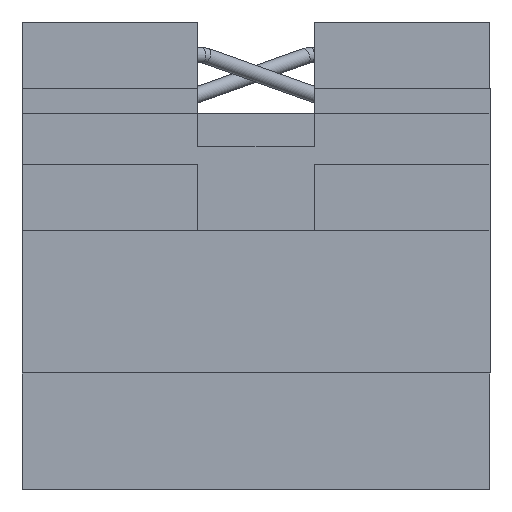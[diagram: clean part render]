
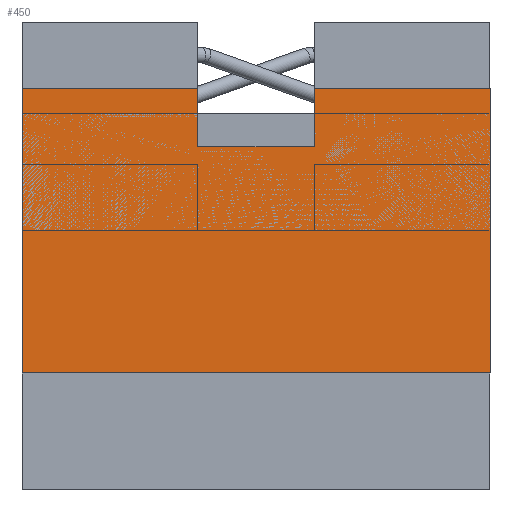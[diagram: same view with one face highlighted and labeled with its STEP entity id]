
A CAD part, front view. The second image highlights one B-rep face of the part: STEP entity #450.
In plain terms, the highlighted planar face has unit normal (0, -1, 0).
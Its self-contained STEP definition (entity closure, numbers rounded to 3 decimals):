
#450 = ADVANCED_FACE( '', ( #929 ), #930, .T. );
#929 = FACE_OUTER_BOUND( '', #3991, .T. );
#930 = PLANE( '', #3992 );
#3991 = EDGE_LOOP( '', ( #4800, #4801, #4802, #4803, #4804, #4805, #4806, #4807 ) );
#3992 = AXIS2_PLACEMENT_3D( '', #4808, #4809, #4810 );
#4800 = ORIENTED_EDGE( '', *, *, #5155, .T. );
#4801 = ORIENTED_EDGE( '', *, *, #5050, .T. );
#4802 = ORIENTED_EDGE( '', *, *, #5187, .T. );
#4803 = ORIENTED_EDGE( '', *, *, #5034, .T. );
#4804 = ORIENTED_EDGE( '', *, *, #5173, .T. );
#4805 = ORIENTED_EDGE( '', *, *, #4989, .T. );
#4806 = ORIENTED_EDGE( '', *, *, #4937, .T. );
#4807 = ORIENTED_EDGE( '', *, *, #5160, .T. );
#4808 = CARTESIAN_POINT( '', ( 0.45, -1., 0.215 ) );
#4809 = DIRECTION( '', ( 0., -1., 0. ) );
#4810 = DIRECTION( '', ( 0., 0., -1. ) );
#4937 = EDGE_CURVE( '', #5332, #5330, #5333, .T. );
#4989 = EDGE_CURVE( '', #5421, #5332, #5422, .T. );
#5034 = EDGE_CURVE( '', #5489, #5490, #5491, .T. );
#5050 = EDGE_CURVE( '', #5508, #5512, #5514, .T. );
#5155 = EDGE_CURVE( '', #5657, #5508, #5660, .T. );
#5160 = EDGE_CURVE( '', #5330, #5657, #5665, .T. );
#5173 = EDGE_CURVE( '', #5490, #5421, #5681, .T. );
#5187 = EDGE_CURVE( '', #5512, #5489, #5698, .T. );
#5330 = VERTEX_POINT( '', #6005 );
#5332 = VERTEX_POINT( '', #6008 );
#5333 = LINE( '', #6009, #6010 );
#5421 = VERTEX_POINT( '', #6111 );
#5422 = LINE( '', #6112, #6113 );
#5489 = VERTEX_POINT( '', #6195 );
#5490 = VERTEX_POINT( '', #6196 );
#5491 = LINE( '', #6197, #6198 );
#5508 = VERTEX_POINT( '', #6217 );
#5512 = VERTEX_POINT( '', #6222 );
#5514 = LINE( '', #6225, #6226 );
#5657 = VERTEX_POINT( '', #6384 );
#5660 = LINE( '', #6389, #6390 );
#5665 = LINE( '', #6396, #6397 );
#5681 = LINE( '', #6413, #6414 );
#5698 = LINE( '', #6431, #6432 );
#6005 = CARTESIAN_POINT( '', ( 0.15, -1., 0.365 ) );
#6008 = CARTESIAN_POINT( '', ( 0.6, -1., 0.365 ) );
#6009 = CARTESIAN_POINT( '', ( 0.6, -1., 0.365 ) );
#6010 = VECTOR( '', #6574, 1000. );
#6111 = CARTESIAN_POINT( '', ( 0.6, -1., -0.365 ) );
#6112 = CARTESIAN_POINT( '', ( 0.6, -1., -0.365 ) );
#6113 = VECTOR( '', #6663, 1000. );
#6195 = CARTESIAN_POINT( '', ( -0.6, -1., 0.365 ) );
#6196 = CARTESIAN_POINT( '', ( -0.6, -1., -0.365 ) );
#6197 = CARTESIAN_POINT( '', ( -0.6, -1., 0.365 ) );
#6198 = VECTOR( '', #6724, 1000. );
#6217 = CARTESIAN_POINT( '', ( -0.15, -1., 0.215 ) );
#6222 = CARTESIAN_POINT( '', ( -0.15, -1., 0.365 ) );
#6225 = CARTESIAN_POINT( '', ( -0.15, -1., 0.215 ) );
#6226 = VECTOR( '', #6750, 1000. );
#6384 = CARTESIAN_POINT( '', ( 0.15, -1., 0.215 ) );
#6389 = CARTESIAN_POINT( '', ( 0.45, -1., 0.215 ) );
#6390 = VECTOR( '', #6897, 1000. );
#6396 = CARTESIAN_POINT( '', ( 0.15, -1., 0.215 ) );
#6397 = VECTOR( '', #6902, 1000. );
#6413 = CARTESIAN_POINT( '', ( -0.6, -1., -0.365 ) );
#6414 = VECTOR( '', #6912, 1000. );
#6431 = CARTESIAN_POINT( '', ( 0.6, -1., 0.365 ) );
#6432 = VECTOR( '', #6922, 1000. );
#6574 = DIRECTION( '', ( -1., 0., 0. ) );
#6663 = DIRECTION( '', ( 0., 0., 1. ) );
#6724 = DIRECTION( '', ( 0., 0., -1. ) );
#6750 = DIRECTION( '', ( 0., 0., 1. ) );
#6897 = DIRECTION( '', ( -1., 0., 0. ) );
#6902 = DIRECTION( '', ( 0., 0., -1. ) );
#6912 = DIRECTION( '', ( 1., 0., 0. ) );
#6922 = DIRECTION( '', ( -1., 0., 0. ) );
